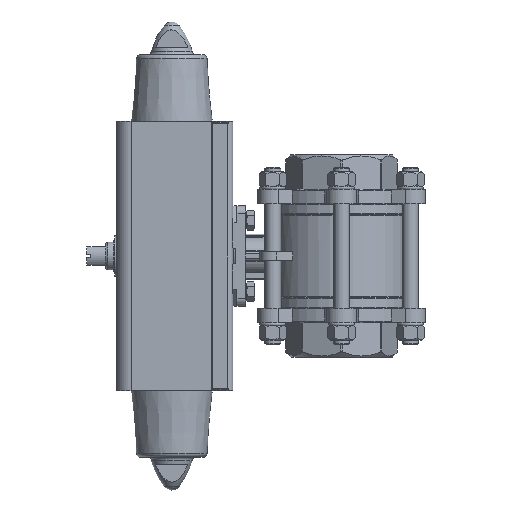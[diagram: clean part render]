
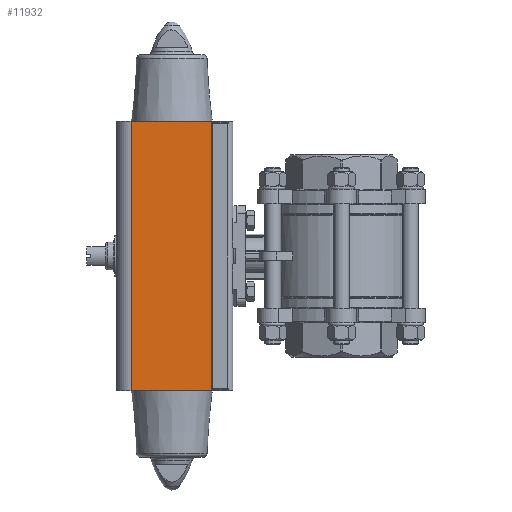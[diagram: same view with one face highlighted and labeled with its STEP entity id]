
A CAD part, left-side view. The second image highlights one B-rep face of the part: STEP entity #11932.
In plain terms, the highlighted planar face has unit normal (-1, 0, 0).
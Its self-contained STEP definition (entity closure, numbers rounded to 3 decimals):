
#3554=ORIENTED_EDGE('',*,*,#5615,.T.);
#3555=ORIENTED_EDGE('',*,*,#5654,.F.);
#3556=ORIENTED_EDGE('',*,*,#5640,.F.);
#3557=ORIENTED_EDGE('',*,*,#5655,.T.);
#5615=EDGE_CURVE('',#6896,#6895,#7790,.T.);
#5640=EDGE_CURVE('',#6914,#6915,#7804,.T.);
#5654=EDGE_CURVE('',#6915,#6895,#7805,.T.);
#5655=EDGE_CURVE('',#6914,#6896,#7806,.T.);
#6895=VERTEX_POINT('',#20919);
#6896=VERTEX_POINT('',#20921);
#6914=VERTEX_POINT('',#20967);
#6915=VERTEX_POINT('',#20969);
#7790=LINE('',#20920,#8624);
#7804=LINE('',#20968,#8638);
#7805=LINE('',#21062,#8639);
#7806=LINE('',#21063,#8640);
#8624=VECTOR('',#15835,1000.);
#8638=VECTOR('',#15879,1000.);
#8639=VECTOR('',#15904,1000.);
#8640=VECTOR('',#15905,1000.);
#9605=EDGE_LOOP('',(#3554,#3555,#3556,#3557));
#10658=FACE_BOUND('',#9605,.T.);
#11299=PLANE('',#13149);
#11932=ADVANCED_FACE('',(#10658),#11299,.F.);
#13149=AXIS2_PLACEMENT_3D('',#21061,#15902,#15903);
#15835=DIRECTION('',(0.,-1.,0.));
#15879=DIRECTION('',(0.,-1.,0.));
#15902=DIRECTION('',(1.,0.,0.));
#15903=DIRECTION('',(0.,0.,-1.));
#15904=DIRECTION('',(0.,0.,-1.));
#15905=DIRECTION('',(0.,0.,-1.));
#20919=CARTESIAN_POINT('',(-56.,-39.816,-136.7));
#20920=CARTESIAN_POINT('',(-56.,41.25,-136.7));
#20921=CARTESIAN_POINT('',(-56.,41.25,-136.7));
#20967=CARTESIAN_POINT('',(-56.,41.25,136.7));
#20968=CARTESIAN_POINT('',(-56.,41.25,136.7));
#20969=CARTESIAN_POINT('',(-56.,-39.816,136.7));
#21061=CARTESIAN_POINT('',(-56.,41.25,136.7));
#21062=CARTESIAN_POINT('',(-56.,-39.816,136.7));
#21063=CARTESIAN_POINT('',(-56.,41.25,136.7));
